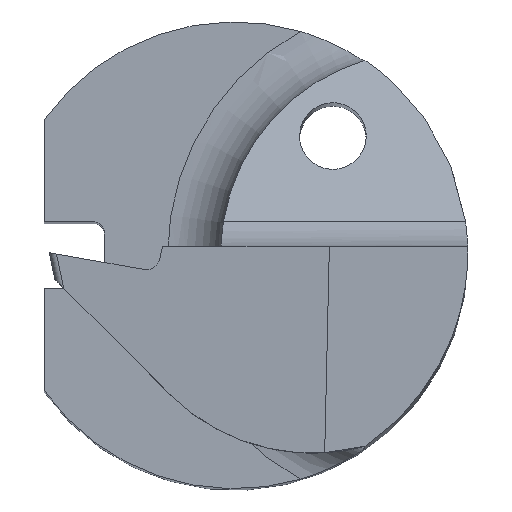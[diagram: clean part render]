
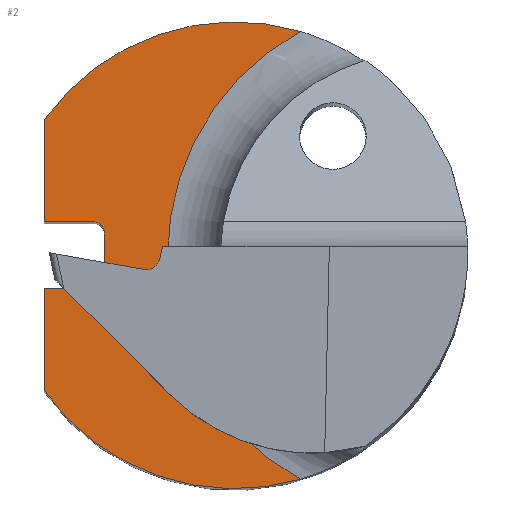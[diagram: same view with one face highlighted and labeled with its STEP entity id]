
A CAD part, top view. The second image highlights one B-rep face of the part: STEP entity #2.
In plain terms, the highlighted planar face has unit normal (0, 0, 1).
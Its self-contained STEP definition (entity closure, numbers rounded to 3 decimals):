
#2 = ADVANCED_FACE ( 'NONE', ( #710 ), #264, .T. ) ;
#10 = CARTESIAN_POINT ( 'NONE',  ( -2.85, -2.032, 15. ) ) ;
#29 = ORIENTED_EDGE ( 'NONE', *, *, #887, .F. ) ;
#38 = CARTESIAN_POINT ( 'NONE',  ( -1., 0., 15. ) ) ;
#52 = LINE ( 'NONE', #602, #665 ) ;
#71 = VECTOR ( 'NONE', #490, 1000. ) ;
#75 = LINE ( 'NONE', #1172, #572 ) ;
#80 = VERTEX_POINT ( 'NONE', #848 ) ;
#92 = CIRCLE ( 'NONE', #1142, 3.5 ) ;
#99 = LINE ( 'NONE', #394, #71 ) ;
#103 = VERTEX_POINT ( 'NONE', #10 ) ;
#143 = CARTESIAN_POINT ( 'NONE',  ( -2.1, 0.5, 15. ) ) ;
#170 = DIRECTION ( 'NONE',  ( 0., 1., 0. ) ) ;
#173 = DIRECTION ( 'NONE',  ( -1., 0., 0. ) ) ;
#174 = AXIS2_PLACEMENT_3D ( 'NONE', #1096, #281, #550 ) ;
#178 = EDGE_CURVE ( 'NONE', #336, #1138, #1070, .T. ) ;
#182 = CARTESIAN_POINT ( 'NONE',  ( 0., 0., 15. ) ) ;
#190 = CARTESIAN_POINT ( 'NONE',  ( -1.95, -0.35, 15. ) ) ;
#227 = CARTESIAN_POINT ( 'NONE',  ( -64.45, -0.5, 15. ) ) ;
#231 = ORIENTED_EDGE ( 'NONE', *, *, #371, .F. ) ;
#242 = DIRECTION ( 'NONE',  ( -1., 0., 0. ) ) ;
#243 = LINE ( 'NONE', #227, #516 ) ;
#255 = CARTESIAN_POINT ( 'NONE',  ( -2.1, -0.5, 15. ) ) ;
#256 = CARTESIAN_POINT ( 'NONE',  ( -64.45, 0.5, 15. ) ) ;
#261 = DIRECTION ( 'NONE',  ( -1., 0., 0. ) ) ;
#264 = PLANE ( 'NONE',  #763 ) ;
#274 = ORIENTED_EDGE ( 'NONE', *, *, #178, .F. ) ;
#281 = DIRECTION ( 'NONE',  ( 0., 0., 1. ) ) ;
#305 = VERTEX_POINT ( 'NONE', #143 ) ;
#306 = CIRCLE ( 'NONE', #174, 0.15 ) ;
#313 = VERTEX_POINT ( 'NONE', #865 ) ;
#314 = CARTESIAN_POINT ( 'NONE',  ( 0., 0., 15. ) ) ;
#319 = CARTESIAN_POINT ( 'NONE',  ( -2.1, 0.35, 15. ) ) ;
#328 = CIRCLE ( 'NONE', #988, 0.15 ) ;
#336 = VERTEX_POINT ( 'NONE', #38 ) ;
#338 = ORIENTED_EDGE ( 'NONE', *, *, #827, .F. ) ;
#349 = ORIENTED_EDGE ( 'NONE', *, *, #751, .F. ) ;
#364 = ORIENTED_EDGE ( 'NONE', *, *, #366, .F. ) ;
#366 = EDGE_CURVE ( 'NONE', #392, #305, #328, .T. ) ;
#371 = EDGE_CURVE ( 'NONE', #892, #739, #1006, .T. ) ;
#389 = DIRECTION ( 'NONE',  ( -1., 0., 0. ) ) ;
#392 = VERTEX_POINT ( 'NONE', #573 ) ;
#394 = CARTESIAN_POINT ( 'NONE',  ( -2.85, 2.032, 15. ) ) ;
#412 = CARTESIAN_POINT ( 'NONE',  ( 0.99, -3.357, 15. ) ) ;
#437 = VECTOR ( 'NONE', #1154, 1000. ) ;
#438 = EDGE_CURVE ( 'NONE', #305, #313, #607, .T. ) ;
#439 = CIRCLE ( 'NONE', #495, 3.827 ) ;
#456 = EDGE_CURVE ( 'NONE', #392, #922, #52, .T. ) ;
#490 = DIRECTION ( 'NONE',  ( 0., 1., 0. ) ) ;
#491 = CARTESIAN_POINT ( 'NONE',  ( 2.827, 0., 15. ) ) ;
#495 = AXIS2_PLACEMENT_3D ( 'NONE', #770, #687, #242 ) ;
#504 = DIRECTION ( 'NONE',  ( -1., 0., 0. ) ) ;
#516 = VECTOR ( 'NONE', #600, 1000. ) ;
#535 = ORIENTED_EDGE ( 'NONE', *, *, #456, .T. ) ;
#550 = DIRECTION ( 'NONE',  ( -1., 0., 0. ) ) ;
#572 = VECTOR ( 'NONE', #170, 1000. ) ;
#573 = CARTESIAN_POINT ( 'NONE',  ( -1.95, 0.35, 15. ) ) ;
#592 = DIRECTION ( 'NONE',  ( 0., 0., 1. ) ) ;
#600 = DIRECTION ( 'NONE',  ( -1., 0., 0. ) ) ;
#602 = CARTESIAN_POINT ( 'NONE',  ( -1.95, 0.5, 15. ) ) ;
#607 = LINE ( 'NONE', #256, #437 ) ;
#619 = CARTESIAN_POINT ( 'NONE',  ( 0.325, -0.054, 15. ) ) ;
#654 = EDGE_CURVE ( 'NONE', #313, #892, #99, .T. ) ;
#665 = VECTOR ( 'NONE', #974, 1000. ) ;
#675 = DIRECTION ( 'NONE',  ( 0., 0., -1. ) ) ;
#678 = DIRECTION ( 'NONE',  ( 0., 0., 1. ) ) ;
#687 = DIRECTION ( 'NONE',  ( 0., 0., 1. ) ) ;
#706 = EDGE_CURVE ( 'NONE', #1138, #103, #92, .T. ) ;
#710 = FACE_OUTER_BOUND ( 'NONE', #731, .T. ) ;
#727 = VERTEX_POINT ( 'NONE', #255 ) ;
#731 = EDGE_LOOP ( 'NONE', ( #231, #966, #986, #364, #535, #29, #776, #349, #1127, #274, #338 ) ) ;
#739 = VERTEX_POINT ( 'NONE', #809 ) ;
#751 = EDGE_CURVE ( 'NONE', #103, #80, #75, .T. ) ;
#763 = AXIS2_PLACEMENT_3D ( 'NONE', #619, #984, #173 ) ;
#770 = CARTESIAN_POINT ( 'NONE',  ( 2.827, 0., 15. ) ) ;
#776 = ORIENTED_EDGE ( 'NONE', *, *, #1027, .T. ) ;
#809 = CARTESIAN_POINT ( 'NONE',  ( 0.99, 3.357, 15. ) ) ;
#815 = AXIS2_PLACEMENT_3D ( 'NONE', #314, #675, #389 ) ;
#827 = EDGE_CURVE ( 'NONE', #739, #336, #439, .T. ) ;
#848 = CARTESIAN_POINT ( 'NONE',  ( -2.85, -0.5, 15. ) ) ;
#865 = CARTESIAN_POINT ( 'NONE',  ( -2.85, 0.5, 15. ) ) ;
#887 = EDGE_CURVE ( 'NONE', #727, #922, #306, .T. ) ;
#892 = VERTEX_POINT ( 'NONE', #919 ) ;
#902 = AXIS2_PLACEMENT_3D ( 'NONE', #491, #678, #504 ) ;
#919 = CARTESIAN_POINT ( 'NONE',  ( -2.85, 2.032, 15. ) ) ;
#922 = VERTEX_POINT ( 'NONE', #190 ) ;
#966 = ORIENTED_EDGE ( 'NONE', *, *, #654, .F. ) ;
#974 = DIRECTION ( 'NONE',  ( 0., -1., 0. ) ) ;
#984 = DIRECTION ( 'NONE',  ( 0., 0., 1. ) ) ;
#986 = ORIENTED_EDGE ( 'NONE', *, *, #438, .F. ) ;
#988 = AXIS2_PLACEMENT_3D ( 'NONE', #319, #592, #1124 ) ;
#1006 = CIRCLE ( 'NONE', #815, 3.5 ) ;
#1027 = EDGE_CURVE ( 'NONE', #727, #80, #243, .T. ) ;
#1068 = DIRECTION ( 'NONE',  ( 0., 0., -1. ) ) ;
#1070 = CIRCLE ( 'NONE', #902, 3.827 ) ;
#1096 = CARTESIAN_POINT ( 'NONE',  ( -2.1, -0.35, 15. ) ) ;
#1124 = DIRECTION ( 'NONE',  ( -1., 0., 0. ) ) ;
#1127 = ORIENTED_EDGE ( 'NONE', *, *, #706, .F. ) ;
#1138 = VERTEX_POINT ( 'NONE', #412 ) ;
#1142 = AXIS2_PLACEMENT_3D ( 'NONE', #182, #1068, #261 ) ;
#1154 = DIRECTION ( 'NONE',  ( -1., 0., 0. ) ) ;
#1172 = CARTESIAN_POINT ( 'NONE',  ( -2.85, 2.032, 15. ) ) ;
